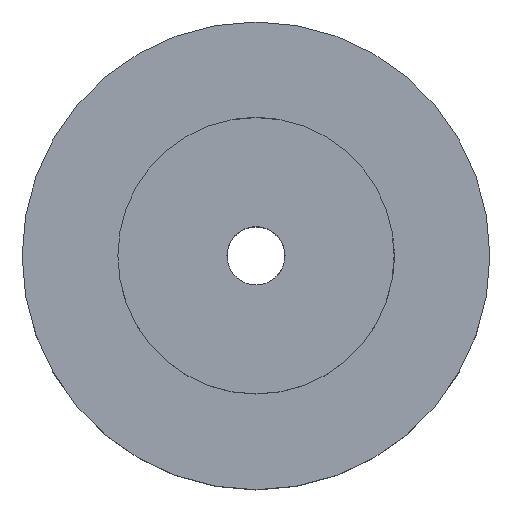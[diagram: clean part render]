
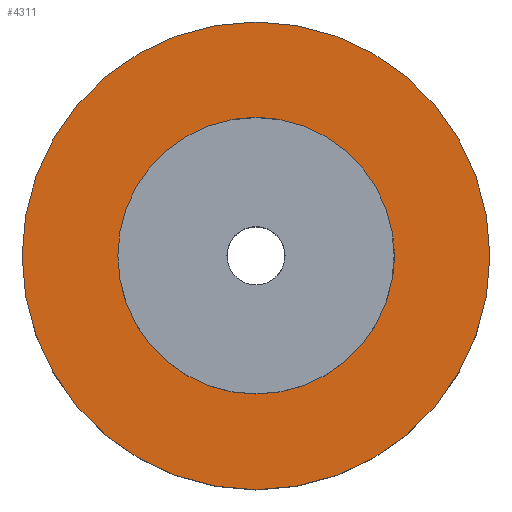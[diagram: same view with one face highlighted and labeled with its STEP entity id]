
A CAD part, top view. The second image highlights one B-rep face of the part: STEP entity #4311.
In plain terms, the highlighted planar face has unit normal (0, 0, 1).
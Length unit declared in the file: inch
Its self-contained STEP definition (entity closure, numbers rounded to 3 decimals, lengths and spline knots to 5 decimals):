
#63 = EDGE_CURVE ( 'NONE', #2517, #3984, #4255, .T. ) ;
#262 = CIRCLE ( 'NONE', #1023, 1.0055 ) ;
#449 = DIRECTION ( 'NONE',  ( 0., 0., 1. ) ) ;
#473 = DIRECTION ( 'NONE',  ( -1., 0., 0. ) ) ;
#879 = FACE_OUTER_BOUND ( 'NONE', #1135, .T. ) ;
#930 = EDGE_LOOP ( 'NONE', ( #1901, #5135 ) ) ;
#1023 = AXIS2_PLACEMENT_3D ( 'NONE', #2044, #2028, #5392 ) ;
#1135 = EDGE_LOOP ( 'NONE', ( #1717, #5210 ) ) ;
#1212 = CARTESIAN_POINT ( 'NONE',  ( -0.594, 0., 0.1255 ) ) ;
#1328 = AXIS2_PLACEMENT_3D ( 'NONE', #3325, #3657, #1538 ) ;
#1338 = CIRCLE ( 'NONE', #3213, 0.594 ) ;
#1538 = DIRECTION ( 'NONE',  ( 1., 0., 0. ) ) ;
#1717 = ORIENTED_EDGE ( 'NONE', *, *, #63, .T. ) ;
#1901 = ORIENTED_EDGE ( 'NONE', *, *, #4801, .F. ) ;
#2028 = DIRECTION ( 'NONE',  ( 0., 0., 1. ) ) ;
#2044 = CARTESIAN_POINT ( 'NONE',  ( 0., 0., 0.1255 ) ) ;
#2105 = DIRECTION ( 'NONE',  ( 1., 0., 0. ) ) ;
#2125 = DIRECTION ( 'NONE',  ( 1., 0., 0. ) ) ;
#2157 = AXIS2_PLACEMENT_3D ( 'NONE', #4661, #3354, #2125 ) ;
#2225 = VERTEX_POINT ( 'NONE', #3135 ) ;
#2517 = VERTEX_POINT ( 'NONE', #4615 ) ;
#2542 = CARTESIAN_POINT ( 'NONE',  ( 0., 0., 0.1255 ) ) ;
#2564 = CARTESIAN_POINT ( 'NONE',  ( 0., -0.594, 0.1255 ) ) ;
#3135 = CARTESIAN_POINT ( 'NONE',  ( 0.594, 0., 0.1255 ) ) ;
#3213 = AXIS2_PLACEMENT_3D ( 'NONE', #2542, #449, #2105 ) ;
#3218 = CARTESIAN_POINT ( 'NONE',  ( -1.0055, 0., 0.1255 ) ) ;
#3325 = CARTESIAN_POINT ( 'NONE',  ( 0., 0., 0.1255 ) ) ;
#3354 = DIRECTION ( 'NONE',  ( 0., 0., 1. ) ) ;
#3363 = AXIS2_PLACEMENT_3D ( 'NONE', #2564, #4723, #473 ) ;
#3657 = DIRECTION ( 'NONE',  ( 0., 0., 1. ) ) ;
#3984 = VERTEX_POINT ( 'NONE', #3218 ) ;
#4118 = CIRCLE ( 'NONE', #2157, 0.594 ) ;
#4255 = CIRCLE ( 'NONE', #1328, 1.0055 ) ;
#4288 = PLANE ( 'NONE',  #3363 ) ;
#4311 = ADVANCED_FACE ( 'NONE', ( #5446, #879 ), #4288, .F. ) ;
#4615 = CARTESIAN_POINT ( 'NONE',  ( 1.0055, 0., 0.1255 ) ) ;
#4661 = CARTESIAN_POINT ( 'NONE',  ( 0., 0., 0.1255 ) ) ;
#4723 = DIRECTION ( 'NONE',  ( 0., 0., -1. ) ) ;
#4791 = EDGE_CURVE ( 'NONE', #4924, #2225, #1338, .T. ) ;
#4801 = EDGE_CURVE ( 'NONE', #2225, #4924, #4118, .T. ) ;
#4924 = VERTEX_POINT ( 'NONE', #1212 ) ;
#5135 = ORIENTED_EDGE ( 'NONE', *, *, #4791, .F. ) ;
#5210 = ORIENTED_EDGE ( 'NONE', *, *, #5251, .T. ) ;
#5251 = EDGE_CURVE ( 'NONE', #3984, #2517, #262, .T. ) ;
#5392 = DIRECTION ( 'NONE',  ( 1., 0., 0. ) ) ;
#5446 = FACE_BOUND ( 'NONE', #930, .T. ) ;
